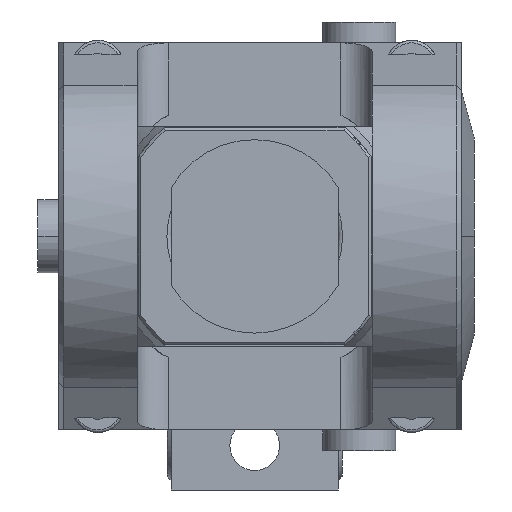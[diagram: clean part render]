
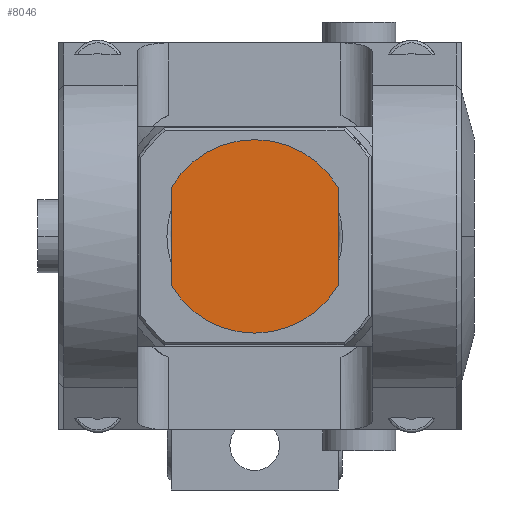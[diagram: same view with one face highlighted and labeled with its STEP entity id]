
A CAD part, left-side view. The second image highlights one B-rep face of the part: STEP entity #8046.
In plain terms, the highlighted planar face has unit normal (-1, 0, 0).
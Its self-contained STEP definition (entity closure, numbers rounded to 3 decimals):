
#2658=CARTESIAN_POINT('',(-114.5,0.,0.));
#2659=DIRECTION('',(1.,0.,0.));
#2660=DIRECTION('',(0.,0.862,0.507));
#2661=AXIS2_PLACEMENT_3D('',#2658,#2659,#2660);
#2663=DIRECTION('',(0.,0.,-1.));
#2664=VECTOR('',#2663,18.745);
#2665=CARTESIAN_POINT('',(-114.5,-15.95,9.373));
#2666=LINE('',#2665,#2664);
#2667=CARTESIAN_POINT('',(-114.5,0.,0.));
#2668=DIRECTION('',(-1.,0.,0.));
#2669=DIRECTION('',(0.,0.862,-0.507));
#2670=AXIS2_PLACEMENT_3D('',#2667,#2668,#2669);
#2672=DIRECTION('',(0.,0.,-1.));
#2673=VECTOR('',#2672,18.745);
#2674=CARTESIAN_POINT('',(-114.5,15.95,9.373));
#2675=LINE('',#2674,#2673);
#4972=CARTESIAN_POINT('',(-114.5,15.95,9.373));
#4973=CARTESIAN_POINT('',(-114.5,-15.95,9.373));
#4974=VERTEX_POINT('',#4972);
#4975=VERTEX_POINT('',#4973);
#4980=CARTESIAN_POINT('',(-114.5,15.95,-9.373));
#4981=CARTESIAN_POINT('',(-114.5,-15.95,-9.373));
#4982=VERTEX_POINT('',#4980);
#4983=VERTEX_POINT('',#4981);
#8035=CARTESIAN_POINT('',(-114.5,0.,0.));
#8036=DIRECTION('',(1.,0.,0.));
#8037=DIRECTION('',(0.,-1.,0.));
#8038=AXIS2_PLACEMENT_3D('',#8035,#8036,#8037);
#8039=PLANE('',#8038);
#8040=ORIENTED_EDGE('',*,*,#7987,.T.);
#8041=ORIENTED_EDGE('',*,*,#8001,.T.);
#8042=ORIENTED_EDGE('',*,*,#8016,.F.);
#8043=ORIENTED_EDGE('',*,*,#8028,.F.);
#8044=EDGE_LOOP('',(#8040,#8041,#8042,#8043));
#8045=FACE_OUTER_BOUND('',#8044,.F.);
#8046=ADVANCED_FACE('',(#8045),#8039,.F.);
#2662=CIRCLE('',#2661,18.5);
#2671=CIRCLE('',#2670,18.5);
#7987=EDGE_CURVE('',#4974,#4975,#2662,.T.);
#8001=EDGE_CURVE('',#4975,#4983,#2666,.T.);
#8016=EDGE_CURVE('',#4982,#4983,#2671,.T.);
#8028=EDGE_CURVE('',#4974,#4982,#2675,.T.);
